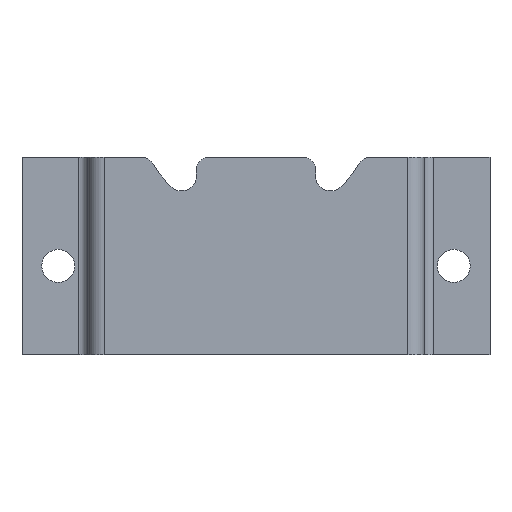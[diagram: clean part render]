
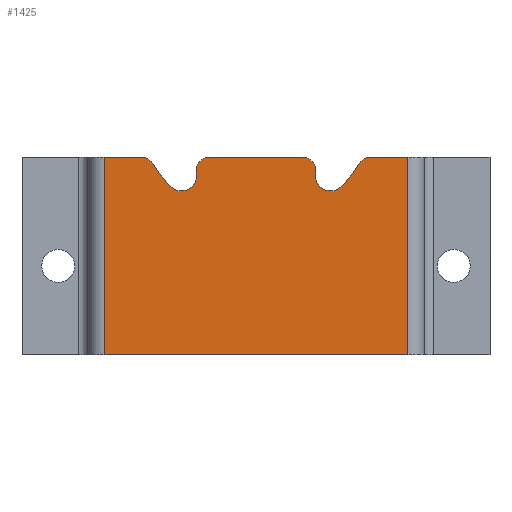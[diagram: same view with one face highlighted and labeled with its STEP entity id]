
A CAD part, front view. The second image highlights one B-rep face of the part: STEP entity #1425.
In plain terms, the highlighted planar face has unit normal (0, -1, 0).
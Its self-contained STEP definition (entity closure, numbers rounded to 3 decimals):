
#43 = CARTESIAN_POINT ( 'NONE',  ( -11.513, 0., 7.5 ) ) ;
#49 = ORIENTED_EDGE ( 'NONE', *, *, #271, .T. ) ;
#68 = LINE ( 'NONE', #1080, #1438 ) ;
#76 = ORIENTED_EDGE ( 'NONE', *, *, #673, .F. ) ;
#97 = ORIENTED_EDGE ( 'NONE', *, *, #397, .T. ) ;
#111 = EDGE_CURVE ( 'NONE', #406, #1050, #1265, .T. ) ;
#133 = DIRECTION ( 'NONE',  ( 0., 0., -1. ) ) ;
#146 = CARTESIAN_POINT ( 'NONE',  ( 11.513, 0., 7.5 ) ) ;
#148 = AXIS2_PLACEMENT_3D ( 'NONE', #1036, #928, #318 ) ;
#153 = ORIENTED_EDGE ( 'NONE', *, *, #881, .F. ) ;
#154 = CIRCLE ( 'NONE', #936, 1.15 ) ;
#166 = CARTESIAN_POINT ( 'NONE',  ( 8.687, 0., 6.5 ) ) ;
#168 = PLANE ( 'NONE',  #778 ) ;
#171 = LINE ( 'NONE', #676, #1286 ) ;
#184 = AXIS2_PLACEMENT_3D ( 'NONE', #1221, #635, #133 ) ;
#185 = AXIS2_PLACEMENT_3D ( 'NONE', #917, #324, #571 ) ;
#202 = DIRECTION ( 'NONE',  ( -1., 0., 0. ) ) ;
#228 = DIRECTION ( 'NONE',  ( 0., 0., -1. ) ) ;
#230 = DIRECTION ( 'NONE',  ( 0., -1., 0. ) ) ;
#253 = DIRECTION ( 'NONE',  ( -1., 0., 0. ) ) ;
#260 = EDGE_CURVE ( 'NONE', #1050, #1213, #1476, .T. ) ;
#271 = EDGE_CURVE ( 'NONE', #1174, #566, #808, .T. ) ;
#280 = CARTESIAN_POINT ( 'NONE',  ( -12.75, 0., 7.5 ) ) ;
#289 = CARTESIAN_POINT ( 'NONE',  ( -3.546, 0., 7.5 ) ) ;
#290 = EDGE_CURVE ( 'NONE', #868, #1010, #171, .T. ) ;
#300 = CIRCLE ( 'NONE', #1167, 9.15 ) ;
#302 = CARTESIAN_POINT ( 'NONE',  ( -5.657, 0., 6.093 ) ) ;
#318 = DIRECTION ( 'NONE',  ( 0., 0., -1. ) ) ;
#324 = DIRECTION ( 'NONE',  ( 0., -1., 0. ) ) ;
#333 = CARTESIAN_POINT ( 'NONE',  ( -6.47, 0., 5.28 ) ) ;
#338 = CARTESIAN_POINT ( 'NONE',  ( 0., 0., 11.75 ) ) ;
#365 = AXIS2_PLACEMENT_3D ( 'NONE', #166, #993, #523 ) ;
#391 = DIRECTION ( 'NONE',  ( 0., 0., -1. ) ) ;
#397 = EDGE_CURVE ( 'NONE', #1006, #829, #877, .T. ) ;
#406 = VERTEX_POINT ( 'NONE', #1518 ) ;
#416 = CARTESIAN_POINT ( 'NONE',  ( 5.657, 0., 6.093 ) ) ;
#417 = DIRECTION ( 'NONE',  ( 0., -1., 0. ) ) ;
#436 = ORIENTED_EDGE ( 'NONE', *, *, #543, .T. ) ;
#441 = CIRCLE ( 'NONE', #184, 1.15 ) ;
#448 = DIRECTION ( 'NONE',  ( 0., -1., 0. ) ) ;
#458 = VERTEX_POINT ( 'NONE', #608 ) ;
#472 = ORIENTED_EDGE ( 'NONE', *, *, #260, .F. ) ;
#482 = CIRCLE ( 'NONE', #1359, 1.15 ) ;
#499 = CARTESIAN_POINT ( 'NONE',  ( 4.528, 0., 6.311 ) ) ;
#504 = EDGE_CURVE ( 'NONE', #1442, #613, #68, .T. ) ;
#506 = DIRECTION ( 'NONE',  ( 0., 0., -1. ) ) ;
#523 = DIRECTION ( 'NONE',  ( 0., 0., -1. ) ) ;
#530 = CARTESIAN_POINT ( 'NONE',  ( -4.528, 0., 6.311 ) ) ;
#543 = EDGE_CURVE ( 'NONE', #1010, #1451, #956, .T. ) ;
#566 = VERTEX_POINT ( 'NONE', #769 ) ;
#571 = DIRECTION ( 'NONE',  ( 0., 0., -1. ) ) ;
#608 = CARTESIAN_POINT ( 'NONE',  ( 11.513, 0., -7.5 ) ) ;
#613 = VERTEX_POINT ( 'NONE', #874 ) ;
#618 = ORIENTED_EDGE ( 'NONE', *, *, #111, .F. ) ;
#621 = DIRECTION ( 'NONE',  ( 0., 0., -1. ) ) ;
#635 = DIRECTION ( 'NONE',  ( 0., -1., 0. ) ) ;
#653 = EDGE_CURVE ( 'NONE', #943, #406, #482, .T. ) ;
#656 = DIRECTION ( 'NONE',  ( -1., 0., 0. ) ) ;
#660 = CARTESIAN_POINT ( 'NONE',  ( 6.47, 0., 5.28 ) ) ;
#665 = ORIENTED_EDGE ( 'NONE', *, *, #653, .F. ) ;
#673 = EDGE_CURVE ( 'NONE', #458, #613, #737, .T. ) ;
#676 = CARTESIAN_POINT ( 'NONE',  ( -12.75, 0., 7.5 ) ) ;
#685 = ORIENTED_EDGE ( 'NONE', *, *, #982, .T. ) ;
#698 = DIRECTION ( 'NONE',  ( 0., 0., -1. ) ) ;
#714 = CARTESIAN_POINT ( 'NONE',  ( -8.687, 0., 6.5 ) ) ;
#718 = VECTOR ( 'NONE', #853, 1000. ) ;
#723 = AXIS2_PLACEMENT_3D ( 'NONE', #714, #1551, #228 ) ;
#737 = LINE ( 'NONE', #1380, #1459 ) ;
#765 = DIRECTION ( 'NONE',  ( 0., -1., 0. ) ) ;
#769 = CARTESIAN_POINT ( 'NONE',  ( 8.687, 0., 7.5 ) ) ;
#778 = AXIS2_PLACEMENT_3D ( 'NONE', #1129, #417, #903 ) ;
#789 = DIRECTION ( 'NONE',  ( 0., 0., -1. ) ) ;
#808 = LINE ( 'NONE', #280, #1151 ) ;
#809 = CARTESIAN_POINT ( 'NONE',  ( 11.513, 0., 7.5 ) ) ;
#822 = CARTESIAN_POINT ( 'NONE',  ( 7.831, 0., 7.017 ) ) ;
#829 = VERTEX_POINT ( 'NONE', #1074 ) ;
#853 = DIRECTION ( 'NONE',  ( 0., 0., -1. ) ) ;
#868 = VERTEX_POINT ( 'NONE', #1078 ) ;
#874 = CARTESIAN_POINT ( 'NONE',  ( -11.513, 0., -7.5 ) ) ;
#877 = CIRCLE ( 'NONE', #723, 1. ) ;
#881 = EDGE_CURVE ( 'NONE', #1174, #458, #1094, .T. ) ;
#887 = ORIENTED_EDGE ( 'NONE', *, *, #1471, .F. ) ;
#892 = CARTESIAN_POINT ( 'NONE',  ( -7.831, 0., 7.017 ) ) ;
#902 = LINE ( 'NONE', #1431, #963 ) ;
#903 = DIRECTION ( 'NONE',  ( 0., 0., -1. ) ) ;
#908 = EDGE_CURVE ( 'NONE', #1222, #947, #441, .T. ) ;
#917 = CARTESIAN_POINT ( 'NONE',  ( 5.657, 0., 6.093 ) ) ;
#928 = DIRECTION ( 'NONE',  ( 0., -1., 0. ) ) ;
#936 = AXIS2_PLACEMENT_3D ( 'NONE', #302, #448, #1148 ) ;
#943 = VERTEX_POINT ( 'NONE', #499 ) ;
#947 = VERTEX_POINT ( 'NONE', #1325 ) ;
#956 = CIRCLE ( 'NONE', #1140, 1. ) ;
#963 = VECTOR ( 'NONE', #253, 1000. ) ;
#974 = ORIENTED_EDGE ( 'NONE', *, *, #1530, .T. ) ;
#982 = EDGE_CURVE ( 'NONE', #566, #1213, #1432, .T. ) ;
#993 = DIRECTION ( 'NONE',  ( 0., -1., 0. ) ) ;
#1006 = VERTEX_POINT ( 'NONE', #892 ) ;
#1010 = VERTEX_POINT ( 'NONE', #289 ) ;
#1036 = CARTESIAN_POINT ( 'NONE',  ( 3.546, 0., 6.5 ) ) ;
#1050 = VERTEX_POINT ( 'NONE', #660 ) ;
#1069 = EDGE_LOOP ( 'NONE', ( #49, #685, #472, #618, #665, #974, #1132, #436, #887, #1485, #1543, #97, #1481, #1523, #76, #153 ) ) ;
#1074 = CARTESIAN_POINT ( 'NONE',  ( -8.687, 0., 7.5 ) ) ;
#1078 = CARTESIAN_POINT ( 'NONE',  ( 3.546, 0., 7.5 ) ) ;
#1080 = CARTESIAN_POINT ( 'NONE',  ( -11.513, 0., 7.5 ) ) ;
#1083 = CIRCLE ( 'NONE', #148, 1. ) ;
#1094 = LINE ( 'NONE', #146, #718 ) ;
#1108 = DIRECTION ( 'NONE',  ( -1., 0., 0. ) ) ;
#1129 = CARTESIAN_POINT ( 'NONE',  ( -12.75, 0., 7.5 ) ) ;
#1132 = ORIENTED_EDGE ( 'NONE', *, *, #290, .T. ) ;
#1134 = CARTESIAN_POINT ( 'NONE',  ( 0., 0., 11.75 ) ) ;
#1140 = AXIS2_PLACEMENT_3D ( 'NONE', #1434, #1215, #506 ) ;
#1148 = DIRECTION ( 'NONE',  ( 0., 0., -1. ) ) ;
#1151 = VECTOR ( 'NONE', #656, 1000. ) ;
#1162 = EDGE_CURVE ( 'NONE', #1006, #1222, #300, .T. ) ;
#1167 = AXIS2_PLACEMENT_3D ( 'NONE', #338, #230, #698 ) ;
#1174 = VERTEX_POINT ( 'NONE', #809 ) ;
#1213 = VERTEX_POINT ( 'NONE', #822 ) ;
#1215 = DIRECTION ( 'NONE',  ( 0., -1., 0. ) ) ;
#1221 = CARTESIAN_POINT ( 'NONE',  ( -5.657, 0., 6.093 ) ) ;
#1222 = VERTEX_POINT ( 'NONE', #333 ) ;
#1253 = DIRECTION ( 'NONE',  ( 0., -1., 0. ) ) ;
#1265 = CIRCLE ( 'NONE', #185, 1.15 ) ;
#1274 = EDGE_CURVE ( 'NONE', #829, #1442, #902, .T. ) ;
#1286 = VECTOR ( 'NONE', #1108, 1000. ) ;
#1325 = CARTESIAN_POINT ( 'NONE',  ( -5.657, 0., 4.943 ) ) ;
#1359 = AXIS2_PLACEMENT_3D ( 'NONE', #416, #1253, #789 ) ;
#1380 = CARTESIAN_POINT ( 'NONE',  ( -12.75, 0., -7.5 ) ) ;
#1425 = ADVANCED_FACE ( 'NONE', ( #1465 ), #168, .T. ) ;
#1431 = CARTESIAN_POINT ( 'NONE',  ( -12.75, 0., 7.5 ) ) ;
#1432 = CIRCLE ( 'NONE', #365, 1. ) ;
#1434 = CARTESIAN_POINT ( 'NONE',  ( -3.546, 0., 6.5 ) ) ;
#1438 = VECTOR ( 'NONE', #621, 1000. ) ;
#1442 = VERTEX_POINT ( 'NONE', #43 ) ;
#1451 = VERTEX_POINT ( 'NONE', #530 ) ;
#1459 = VECTOR ( 'NONE', #202, 1000. ) ;
#1463 = AXIS2_PLACEMENT_3D ( 'NONE', #1134, #765, #391 ) ;
#1465 = FACE_OUTER_BOUND ( 'NONE', #1069, .T. ) ;
#1471 = EDGE_CURVE ( 'NONE', #947, #1451, #154, .T. ) ;
#1476 = CIRCLE ( 'NONE', #1463, 9.15 ) ;
#1481 = ORIENTED_EDGE ( 'NONE', *, *, #1274, .T. ) ;
#1485 = ORIENTED_EDGE ( 'NONE', *, *, #908, .F. ) ;
#1518 = CARTESIAN_POINT ( 'NONE',  ( 5.657, 0., 4.943 ) ) ;
#1523 = ORIENTED_EDGE ( 'NONE', *, *, #504, .T. ) ;
#1530 = EDGE_CURVE ( 'NONE', #943, #868, #1083, .T. ) ;
#1543 = ORIENTED_EDGE ( 'NONE', *, *, #1162, .F. ) ;
#1551 = DIRECTION ( 'NONE',  ( 0., -1., 0. ) ) ;
